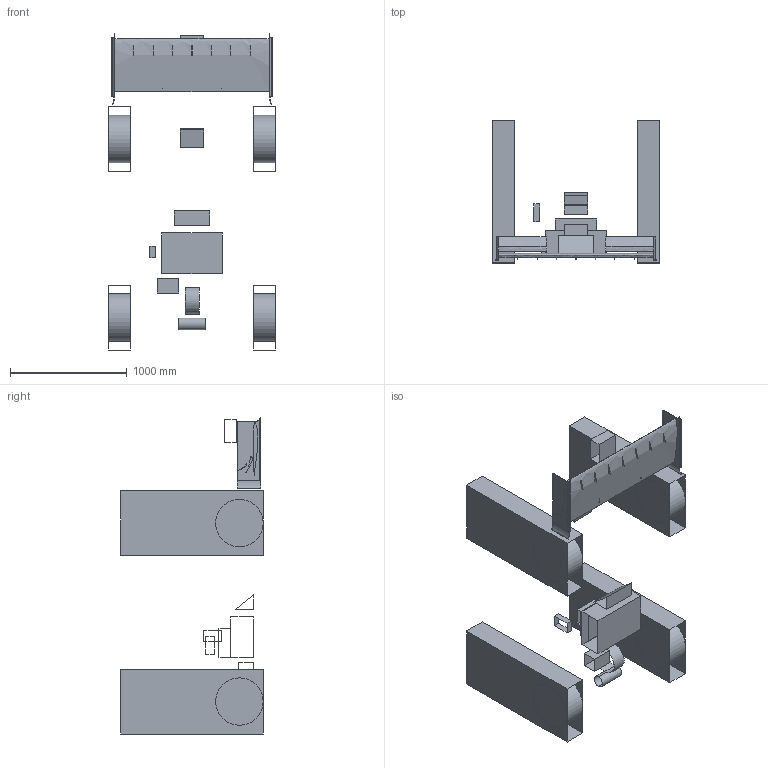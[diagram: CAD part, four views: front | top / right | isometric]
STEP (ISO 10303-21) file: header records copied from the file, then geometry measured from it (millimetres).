
FILE_DESCRIPTION (( 'STEP AP214' ), '1' );
FILE_NAME ('Front_Wing_updated.STEP', '2024-11-05T04:02:53', ( '' ), ( '' ), 'SwSTEP 2.0', 'SolidWorks 2024', '' );
FILE_SCHEMA (( 'AUTOMOTIVE_DESIGN' ));
Length unit declared in the file: inch
Products named in the file (4): NFR_25_FrontWing_V2 (drew); Front_Wing_updated; NFR25 Aero Limits; _Block_Model_NFR25
Assembly tree (2 placements, depth 2):
  Front_Wing_updated
    NFR_25_FrontWing_V2 (drew)
    _Block_Model_NFR25
  NFR25 Aero Limits
Bounding box: 1435.1 x 1219.2 x 2709.26 mm (x, y, z)
Volume: 16214082.4 mm3; surface area: 12090620.8 mm2
Topology: 1 solids, 19 shells, 148 faces, 411 edges, 269 vertices
Faces by surface type: plane 104, cylinder 29, bspline 15
Entity records: 6446 total; most frequent: CARTESIAN_POINT 2766, ORIENTED_EDGE 700, DIRECTION 683, EDGE_CURVE 409, LINE 293, VECTOR 293, VERTEX_POINT 268, AXIS2_PLACEMENT_3D 195
